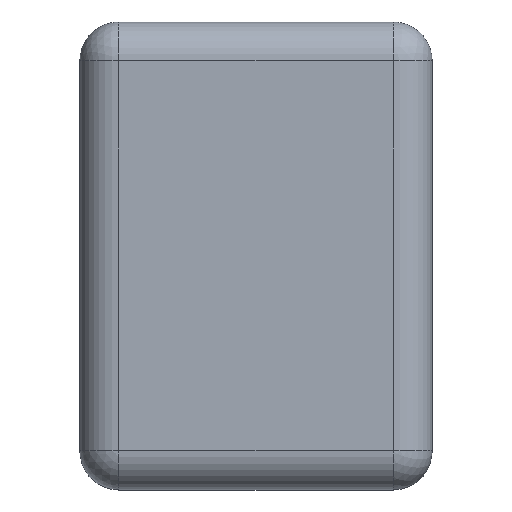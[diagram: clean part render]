
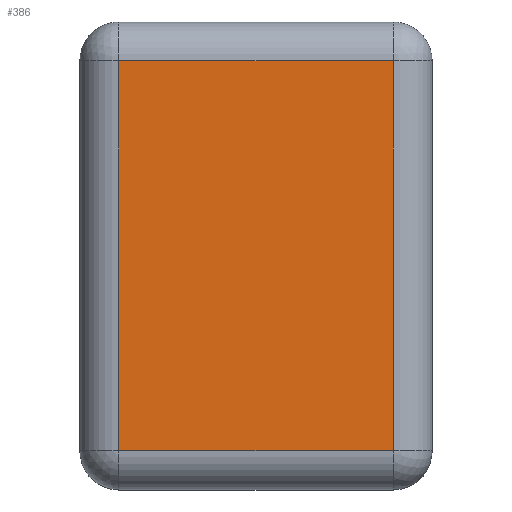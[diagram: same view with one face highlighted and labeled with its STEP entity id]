
A CAD part, top view. The second image highlights one B-rep face of the part: STEP entity #386.
In plain terms, the highlighted planar face has unit normal (0, 0, 1).
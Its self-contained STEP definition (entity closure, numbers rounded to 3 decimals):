
#36=PLANE('',#442);
#56=LINE('',#652,#76);
#60=LINE('',#668,#80);
#62=LINE('',#671,#82);
#64=LINE('',#674,#84);
#76=VECTOR('',#517,1.);
#80=VECTOR('',#535,1.);
#82=VECTOR('',#539,1.);
#84=VECTOR('',#543,1.);
#117=FACE_OUTER_BOUND('',#150,.T.);
#150=EDGE_LOOP('',(#328,#329,#330,#331));
#201=VERTEX_POINT('',#614);
#206=VERTEX_POINT('',#627);
#211=VERTEX_POINT('',#640);
#216=VERTEX_POINT('',#656);
#248=EDGE_CURVE('',#201,#211,#56,.T.);
#256=EDGE_CURVE('',#211,#216,#60,.T.);
#258=EDGE_CURVE('',#216,#206,#62,.T.);
#260=EDGE_CURVE('',#206,#201,#64,.T.);
#328=ORIENTED_EDGE('',*,*,#248,.F.);
#329=ORIENTED_EDGE('',*,*,#260,.F.);
#330=ORIENTED_EDGE('',*,*,#258,.F.);
#331=ORIENTED_EDGE('',*,*,#256,.F.);
#386=ADVANCED_FACE('',(#117),#36,.T.);
#442=AXIS2_PLACEMENT_3D('',#680,#551,#552);
#517=DIRECTION('',(0.,-1.,0.));
#535=DIRECTION('',(-1.,0.,0.));
#539=DIRECTION('',(0.,1.,0.));
#543=DIRECTION('',(1.,0.,0.));
#551=DIRECTION('center_axis',(0.,0.,1.));
#552=DIRECTION('ref_axis',(1.,0.,0.));
#614=CARTESIAN_POINT('',(10.6,15.05,19.));
#627=CARTESIAN_POINT('',(-10.6,15.05,19.));
#640=CARTESIAN_POINT('',(10.6,-15.05,19.));
#652=CARTESIAN_POINT('',(10.6,-9.025,19.));
#656=CARTESIAN_POINT('',(-10.6,-15.05,19.));
#668=CARTESIAN_POINT('',(-6.8,-15.05,19.));
#671=CARTESIAN_POINT('',(-10.6,9.025,19.));
#674=CARTESIAN_POINT('',(6.8,15.05,19.));
#680=CARTESIAN_POINT('Origin',(0.,0.,19.));
